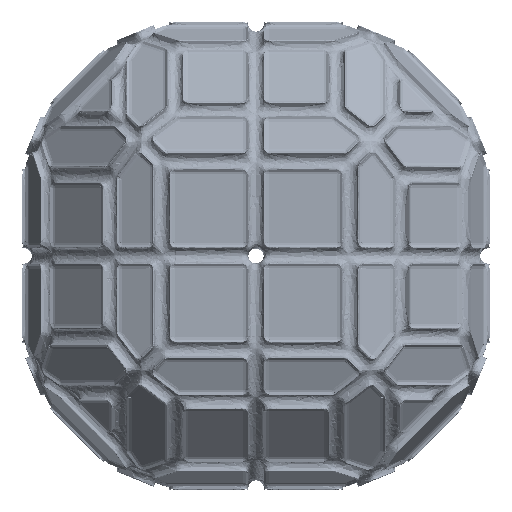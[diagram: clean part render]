
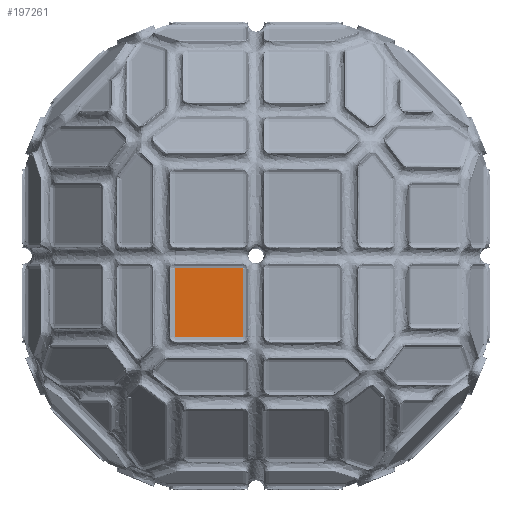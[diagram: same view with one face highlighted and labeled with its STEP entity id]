
A CAD part, top view. The second image highlights one B-rep face of the part: STEP entity #197261.
In plain terms, the highlighted free-form (B-spline) face has degree [1, 1] with [2, 2] control points.
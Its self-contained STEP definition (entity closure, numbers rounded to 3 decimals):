
#164977 = VERTEX_POINT('',#164978);
#164978 = CARTESIAN_POINT('',(-138.546,309.615,
    203.396));
#164984 = EDGE_CURVE('',#164985,#164977,#164987,.T.);
#164985 = VERTEX_POINT('',#164986);
#164986 = CARTESIAN_POINT('',(-108.98,309.615,
    203.396));
#164987 = B_SPLINE_CURVE_WITH_KNOTS('',1,(#164988,#164989),
  .UNSPECIFIED.,.F.,.F.,(2,2),(4.031,25.472),
  .PIECEWISE_BEZIER_KNOTS.);
#164988 = CARTESIAN_POINT('',(-108.98,309.615,
    203.396));
#164989 = CARTESIAN_POINT('',(-138.546,309.615,
    203.396));
#165032 = EDGE_CURVE('',#165033,#164985,#165035,.T.);
#165033 = VERTEX_POINT('',#165034);
#165034 = CARTESIAN_POINT('',(-108.98,339.18,
    203.396));
#165035 = B_SPLINE_CURVE_WITH_KNOTS('',1,(#165036,#165037),
  .UNSPECIFIED.,.F.,.F.,(2,2),(-20.969,0.472),
  .PIECEWISE_BEZIER_KNOTS.);
#165036 = CARTESIAN_POINT('',(-108.98,339.18,
    203.396));
#165037 = CARTESIAN_POINT('',(-108.98,309.615,
    203.396));
#197179 = EDGE_CURVE('',#197180,#165033,#197182,.T.);
#197180 = VERTEX_POINT('',#197181);
#197181 = CARTESIAN_POINT('',(-138.546,339.18,
    203.396));
#197182 = B_SPLINE_CURVE_WITH_KNOTS('',1,(#197183,#197184),
  .UNSPECIFIED.,.F.,.F.,(2,2),(-0.472,20.969),
  .PIECEWISE_BEZIER_KNOTS.);
#197183 = CARTESIAN_POINT('',(-138.546,339.18,
    203.396));
#197184 = CARTESIAN_POINT('',(-108.98,339.18,
    203.396));
#197211 = EDGE_CURVE('',#164977,#197180,#197212,.T.);
#197212 = B_SPLINE_CURVE_WITH_KNOTS('',1,(#197213,#197214),
  .UNSPECIFIED.,.F.,.F.,(2,2),(-25.472,-4.031),
  .PIECEWISE_BEZIER_KNOTS.);
#197213 = CARTESIAN_POINT('',(-138.546,309.615,
    203.396));
#197214 = CARTESIAN_POINT('',(-138.546,339.18,
    203.396));
#197261 = ADVANCED_FACE('',(#197262),#197268,.F.);
#197262 = FACE_BOUND('',#197263,.T.);
#197263 = EDGE_LOOP('',(#197264,#197265,#197266,#197267));
#197264 = ORIENTED_EDGE('',*,*,#164984,.F.);
#197265 = ORIENTED_EDGE('',*,*,#165032,.F.);
#197266 = ORIENTED_EDGE('',*,*,#197179,.F.);
#197267 = ORIENTED_EDGE('',*,*,#197211,.F.);
#197268 = B_SPLINE_SURFACE_WITH_KNOTS('',1,1,(
    (#197269,#197270)
    ,(#197271,#197272
    )),.UNSPECIFIED.,.F.,.F.,.F.,(2,2),(2,2),(4.031,
    25.472),(-25.472,-4.031),
  .PIECEWISE_BEZIER_KNOTS.);
#197269 = CARTESIAN_POINT('',(-108.98,309.615,
    203.396));
#197270 = CARTESIAN_POINT('',(-108.98,339.18,
    203.396));
#197271 = CARTESIAN_POINT('',(-138.546,309.615,
    203.396));
#197272 = CARTESIAN_POINT('',(-138.546,339.18,
    203.396));
